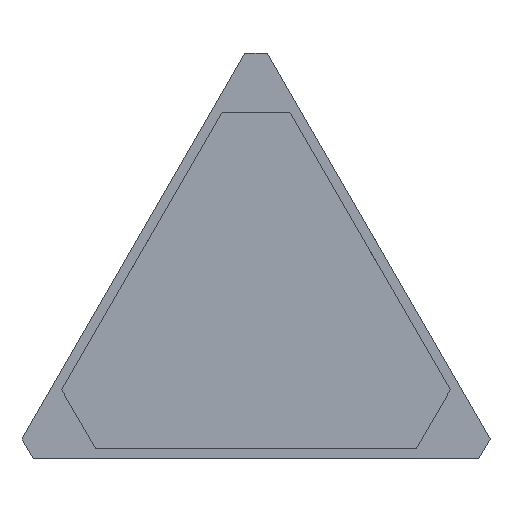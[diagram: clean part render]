
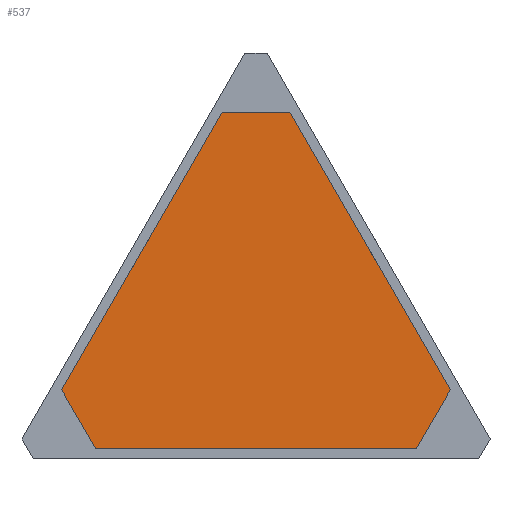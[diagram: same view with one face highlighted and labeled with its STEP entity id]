
A CAD part, top view. The second image highlights one B-rep face of the part: STEP entity #537.
In plain terms, the highlighted planar face has unit normal (0, 0, 1).
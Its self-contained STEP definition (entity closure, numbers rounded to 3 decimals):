
#41=FACE_OUTER_BOUND('',#71,.T.);
#71=EDGE_LOOP('',(#423,#424,#425,#426,#427,#428));
#131=LINE('',#819,#203);
#135=LINE('',#828,#207);
#136=LINE('',#830,#208);
#137=LINE('',#832,#209);
#138=LINE('',#833,#210);
#139=LINE('',#834,#211);
#203=VECTOR('',#670,10.);
#207=VECTOR('',#676,10.);
#208=VECTOR('',#677,10.);
#209=VECTOR('',#678,10.);
#210=VECTOR('',#679,10.);
#211=VECTOR('',#680,10.);
#263=VERTEX_POINT('',#817);
#264=VERTEX_POINT('',#818);
#267=VERTEX_POINT('',#826);
#268=VERTEX_POINT('',#827);
#269=VERTEX_POINT('',#829);
#270=VERTEX_POINT('',#831);
#323=EDGE_CURVE('',#263,#264,#131,.T.);
#327=EDGE_CURVE('',#267,#268,#135,.T.);
#328=EDGE_CURVE('',#269,#267,#136,.T.);
#329=EDGE_CURVE('',#270,#269,#137,.T.);
#330=EDGE_CURVE('',#264,#270,#138,.T.);
#331=EDGE_CURVE('',#268,#263,#139,.T.);
#423=ORIENTED_EDGE('',*,*,#327,.F.);
#424=ORIENTED_EDGE('',*,*,#328,.F.);
#425=ORIENTED_EDGE('',*,*,#329,.F.);
#426=ORIENTED_EDGE('',*,*,#330,.F.);
#427=ORIENTED_EDGE('',*,*,#323,.F.);
#428=ORIENTED_EDGE('',*,*,#331,.F.);
#510=PLANE('',#579);
#537=ADVANCED_FACE('',(#41),#510,.F.);
#579=AXIS2_PLACEMENT_3D('',#825,#674,#675);
#670=DIRECTION('',(-1.,0.,0.));
#674=DIRECTION('center_axis',(0.,0.,-1.));
#675=DIRECTION('ref_axis',(-1.,0.,0.));
#676=DIRECTION('',(0.5,-0.866,0.));
#677=DIRECTION('',(1.,0.,0.));
#678=DIRECTION('',(0.5,0.866,0.));
#679=DIRECTION('',(-0.5,0.866,0.));
#680=DIRECTION('',(-0.5,-0.866,0.));
#817=CARTESIAN_POINT('',(81.699,5.,2.5));
#818=CARTESIAN_POINT('',(-81.699,5.,2.5));
#819=CARTESIAN_POINT('',(4.33,5.,2.5));
#825=CARTESIAN_POINT('Origin',(0.,108.253,2.5));
#826=CARTESIAN_POINT('',(17.321,176.506,2.5));
#827=CARTESIAN_POINT('',(99.019,35.,2.5));
#828=CARTESIAN_POINT('',(46.514,125.941,2.5));
#829=CARTESIAN_POINT('',(-17.321,176.506,2.5));
#830=CARTESIAN_POINT('',(0.722,176.506,2.5));
#831=CARTESIAN_POINT('',(-99.019,35.,2.5));
#832=CARTESIAN_POINT('',(-43.086,131.879,2.5));
#833=CARTESIAN_POINT('',(-104.901,45.188,2.5));
#834=CARTESIAN_POINT('',(106.525,48.,2.5));
